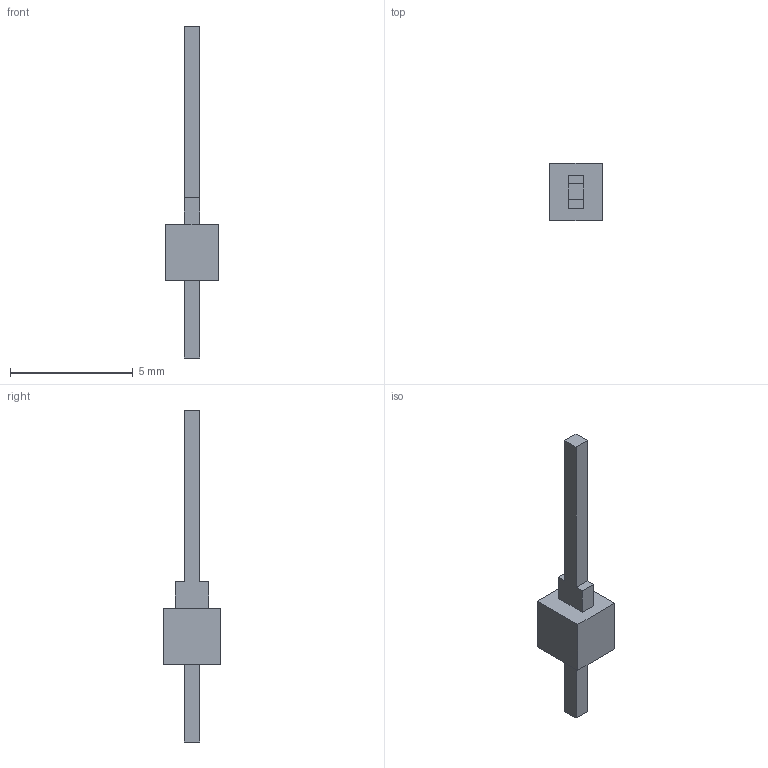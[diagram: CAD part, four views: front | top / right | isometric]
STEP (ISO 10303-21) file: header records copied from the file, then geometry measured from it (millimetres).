
FILE_DESCRIPTION((''),'2;1');
FILE_NAME('C-87220-1','2008-01-30T',('workeradm'),('Tyco Electronics Corporation'),'PRO/ENGINEER BY PARAMETRIC TECHNOLOGY CORPORATION, 2005450','PRO/ENGINEER BY PARAMETRIC TECHNOLOGY CORPORATION, 2005450','');
FILE_SCHEMA(('CONFIG_CONTROL_DESIGN', 'GEOMETRIC_VALIDATION_PROPERTIES_MIM'));
Length unit declared in the file: inch
Products named in the file (1): C-87220-1
Bounding box: 2.13 x 2.34 x 13.54 mm (x, y, z)
Volume: 16.4 mm3; surface area: 60.6 mm2
Topology: 1 solids, 1 shells, 20 faces, 48 edges, 32 vertices
Faces by surface type: plane 20
Entity records: 707 total; most frequent: CARTESIAN_POINT 101, ORIENTED_EDGE 96, DIRECTION 88, COLOUR_RGB 64, VECTOR 48, LINE 48, EDGE_CURVE 48, VERTEX_POINT 32
